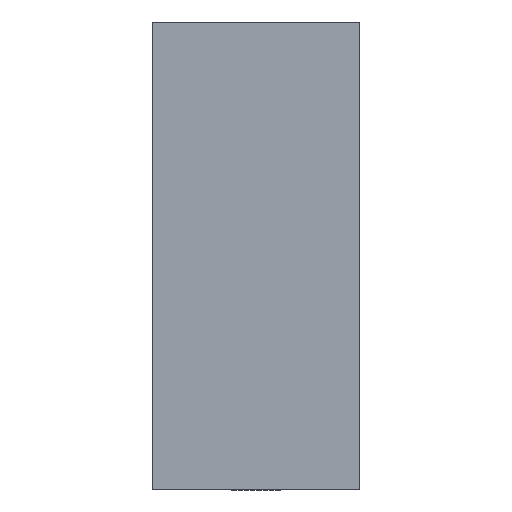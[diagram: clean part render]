
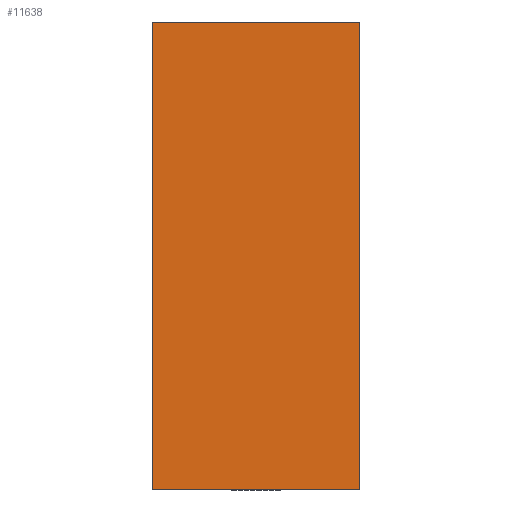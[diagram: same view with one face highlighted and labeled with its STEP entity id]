
A CAD part, front view. The second image highlights one B-rep face of the part: STEP entity #11638.
In plain terms, the highlighted planar face has unit normal (0, -1, 0).
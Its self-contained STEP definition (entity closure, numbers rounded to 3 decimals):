
#1181 = DIRECTION ( 'NONE',  ( 0., 1., 0. ) ) ;
#1477 = ORIENTED_EDGE ( 'NONE', *, *, #7319, .T. ) ;
#2170 = PLANE ( 'NONE',  #6514 ) ;
#2261 = CARTESIAN_POINT ( 'NONE',  ( 50.8, -101.6, 0. ) ) ;
#2906 = LINE ( 'NONE', #12165, #7134 ) ;
#3037 = CARTESIAN_POINT ( 'NONE',  ( 50.8, -101.6, -114.3 ) ) ;
#3247 = EDGE_CURVE ( 'NONE', #7383, #13277, #5205, .T. ) ;
#3257 = CARTESIAN_POINT ( 'NONE',  ( 50.8, -101.6, 0. ) ) ;
#4164 = ORIENTED_EDGE ( 'NONE', *, *, #3247, .F. ) ;
#5205 = LINE ( 'NONE', #3257, #11431 ) ;
#5989 = CARTESIAN_POINT ( 'NONE',  ( 0., -101.6, -114.3 ) ) ;
#6284 = FACE_OUTER_BOUND ( 'NONE', #6286, .T. ) ;
#6286 = EDGE_LOOP ( 'NONE', ( #1477, #10000, #4164, #12556 ) ) ;
#6315 = EDGE_CURVE ( 'NONE', #13277, #9551, #13725, .T. ) ;
#6514 = AXIS2_PLACEMENT_3D ( 'NONE', #2261, #1181, #13101 ) ;
#6580 = DIRECTION ( 'NONE',  ( 0., 0., -1. ) ) ;
#7134 = VECTOR ( 'NONE', #8074, 1000. ) ;
#7302 = VECTOR ( 'NONE', #9523, 1000. ) ;
#7319 = EDGE_CURVE ( 'NONE', #9424, #9551, #13591, .T. ) ;
#7383 = VERTEX_POINT ( 'NONE', #10035 ) ;
#7843 = CARTESIAN_POINT ( 'NONE',  ( 0., -101.6, 0. ) ) ;
#8074 = DIRECTION ( 'NONE',  ( -1., 0., 0. ) ) ;
#9424 = VERTEX_POINT ( 'NONE', #7843 ) ;
#9523 = DIRECTION ( 'NONE',  ( -1., 0., 0. ) ) ;
#9551 = VERTEX_POINT ( 'NONE', #5989 ) ;
#10000 = ORIENTED_EDGE ( 'NONE', *, *, #6315, .F. ) ;
#10035 = CARTESIAN_POINT ( 'NONE',  ( 50.8, -101.6, 0. ) ) ;
#11431 = VECTOR ( 'NONE', #11576, 1000. ) ;
#11576 = DIRECTION ( 'NONE',  ( 0., 0., -1. ) ) ;
#11638 = ADVANCED_FACE ( 'NONE', ( #6284 ), #2170, .F. ) ;
#11735 = CARTESIAN_POINT ( 'NONE',  ( 50.8, -101.6, -114.3 ) ) ;
#12165 = CARTESIAN_POINT ( 'NONE',  ( 50.8, -101.6, 0. ) ) ;
#12546 = EDGE_CURVE ( 'NONE', #7383, #9424, #2906, .T. ) ;
#12556 = ORIENTED_EDGE ( 'NONE', *, *, #12546, .T. ) ;
#13101 = DIRECTION ( 'NONE',  ( 0., 0., 1. ) ) ;
#13124 = CARTESIAN_POINT ( 'NONE',  ( 0., -101.6, 0. ) ) ;
#13226 = VECTOR ( 'NONE', #6580, 1000. ) ;
#13277 = VERTEX_POINT ( 'NONE', #11735 ) ;
#13591 = LINE ( 'NONE', #13124, #13226 ) ;
#13725 = LINE ( 'NONE', #3037, #7302 ) ;
